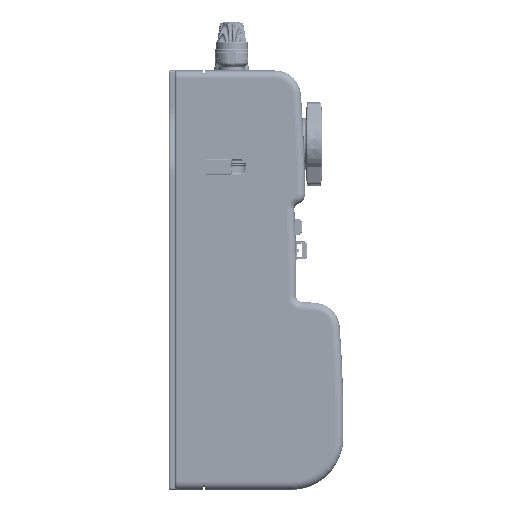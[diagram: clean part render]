
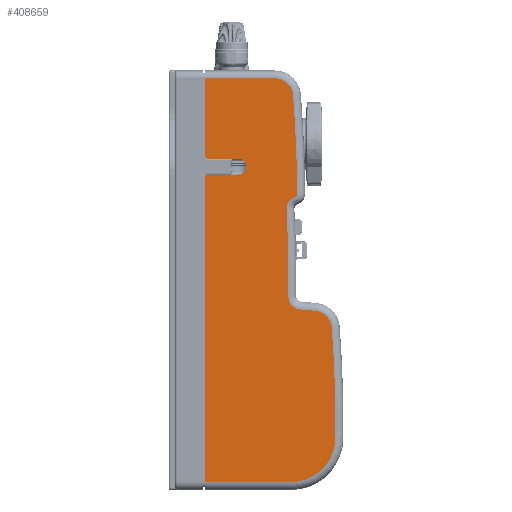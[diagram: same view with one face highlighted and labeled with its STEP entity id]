
A CAD part, front view. The second image highlights one B-rep face of the part: STEP entity #408659.
In plain terms, the highlighted planar face has unit normal (0, -1, 0).
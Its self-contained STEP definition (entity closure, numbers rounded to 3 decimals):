
#405120=CARTESIAN_POINT('Vertex',(125.518,-154.,-27.876)) ;
#405123=CARTESIAN_POINT('Line Origine',(100.771,-154.,-25.711)) ;
#405127=CARTESIAN_POINT('Vertex',(139.655,-154.,-29.113)) ;
#405159=CARTESIAN_POINT('Vertex',(114.108,-154.,-15.27)) ;
#405162=CARTESIAN_POINT('Axis2P3D Location',(126.607,-154.,-15.424)) ;
#405184=CARTESIAN_POINT('Vertex',(112.367,-154.,67.503)) ;
#405187=CARTESIAN_POINT('Axis2P3D Location',(-1128.298,-154.,0.)) ;
#405209=CARTESIAN_POINT('Vertex',(120.245,-154.,79.431)) ;
#405212=CARTESIAN_POINT('Axis2P3D Location',(124.349,-154.,68.154)) ;
#405234=CARTESIAN_POINT('Vertex',(120.85,-154.,79.651)) ;
#405237=CARTESIAN_POINT('Line Origine',(100.771,-154.,72.343)) ;
#405259=CARTESIAN_POINT('Vertex',(122.495,-154.,82.009)) ;
#405262=CARTESIAN_POINT('Axis2P3D Location',(119.995,-154.,82.)) ;
#405284=CARTESIAN_POINT('Vertex',(118.573,-154.,176.391)) ;
#405287=CARTESIAN_POINT('Axis2P3D Location',(-1119.997,-154.,77.644)) ;
#405309=CARTESIAN_POINT('Vertex',(101.128,-154.,192.5)) ;
#405312=CARTESIAN_POINT('Axis2P3D Location',(101.128,-154.,175.)) ;
#405336=CARTESIAN_POINT('Vertex',(37.,-154.,100.8)) ;
#405339=CARTESIAN_POINT('Line Origine',(51.75,-154.,100.8)) ;
#405343=CARTESIAN_POINT('Vertex',(66.5,-154.,100.8)) ;
#405371=CARTESIAN_POINT('Axis2P3D Location',(66.5,-154.,108.3)) ;
#405375=CARTESIAN_POINT('Vertex',(66.5,-154.,115.8)) ;
#405409=CARTESIAN_POINT('Vertex',(37.,-154.,115.8)) ;
#405417=CARTESIAN_POINT('Line Origine',(51.75,-154.,115.8)) ;
#405789=CARTESIAN_POINT('Axis2P3D Location',(138.13,-154.,-46.547)) ;
#405793=CARTESIAN_POINT('Vertex',(155.581,-154.,-45.241)) ;
#405827=CARTESIAN_POINT('Vertex',(158.98,-154.,-150.428)) ;
#405830=CARTESIAN_POINT('Axis2P3D Location',(116.482,-154.,-150.)) ;
#405834=CARTESIAN_POINT('Vertex',(116.482,-154.,-192.5)) ;
#406271=CARTESIAN_POINT('Line Origine',(100.771,-154.,192.5)) ;
#406275=CARTESIAN_POINT('Vertex',(35.,-154.,192.5)) ;
#406309=CARTESIAN_POINT('Vertex',(35.,-154.,117.8)) ;
#406317=CARTESIAN_POINT('Line Origine',(36.,-154.,116.8)) ;
#408501=CARTESIAN_POINT('Vertex',(35.,-154.,98.8)) ;
#408504=CARTESIAN_POINT('Line Origine',(36.,-154.,99.8)) ;
#408529=CARTESIAN_POINT('Line Origine',(100.771,-154.,-192.5)) ;
#408533=CARTESIAN_POINT('Vertex',(35.,-154.,-192.5)) ;
#408617=CARTESIAN_POINT('Axis2P3D Location',(60.,-154.,-200.)) ;
#408622=CARTESIAN_POINT('Line Origine',(35.,-154.,155.15)) ;
#408627=CARTESIAN_POINT('Line Origine',(35.,-154.,-46.85)) ;
#408632=CARTESIAN_POINT('Axis2P3D Location',(-1083.457,-154.,-137.92)) ;
#405125=VECTOR('Line Direction',#405124,1.) ;
#405239=VECTOR('Line Direction',#405238,1.) ;
#405341=VECTOR('Line Direction',#405340,1.) ;
#405419=VECTOR('Line Direction',#405418,1.) ;
#406273=VECTOR('Line Direction',#406272,1.) ;
#406319=VECTOR('Line Direction',#406318,1.) ;
#408506=VECTOR('Line Direction',#408505,1.) ;
#408531=VECTOR('Line Direction',#408530,1.) ;
#408624=VECTOR('Line Direction',#408623,1.) ;
#408629=VECTOR('Line Direction',#408628,1.) ;
#405124=DIRECTION('Vector Direction',(0.996,0.,-0.087)) ;
#405163=DIRECTION('Axis2P3D Direction',(0.,1.,0.)) ;
#405188=DIRECTION('Axis2P3D Direction',(0.,1.,0.)) ;
#405213=DIRECTION('Axis2P3D Direction',(0.,1.,0.)) ;
#405238=DIRECTION('Vector Direction',(0.94,0.,0.342)) ;
#405263=DIRECTION('Axis2P3D Direction',(0.,1.,0.)) ;
#405288=DIRECTION('Axis2P3D Direction',(0.,1.,0.)) ;
#405313=DIRECTION('Axis2P3D Direction',(0.,1.,0.)) ;
#405340=DIRECTION('Vector Direction',(-1.,0.,0.)) ;
#405372=DIRECTION('Axis2P3D Direction',(0.,1.,0.)) ;
#405418=DIRECTION('Vector Direction',(-1.,0.,0.)) ;
#405790=DIRECTION('Axis2P3D Direction',(0.,1.,0.)) ;
#405831=DIRECTION('Axis2P3D Direction',(0.,1.,0.)) ;
#406272=DIRECTION('Vector Direction',(1.,0.,0.)) ;
#406318=DIRECTION('Vector Direction',(-0.707,0.,0.707)) ;
#408505=DIRECTION('Vector Direction',(0.707,0.,0.707)) ;
#408530=DIRECTION('Vector Direction',(1.,0.,0.)) ;
#408618=DIRECTION('Axis2P3D Direction',(0.,1.,0.)) ;
#408619=DIRECTION('Axis2P3D XDirection',(0.,0.,1.)) ;
#408623=DIRECTION('Vector Direction',(0.,0.,-1.)) ;
#408628=DIRECTION('Vector Direction',(0.,0.,-1.)) ;
#408633=DIRECTION('Axis2P3D Direction',(0.,1.,0.)) ;
#405164=AXIS2_PLACEMENT_3D('Circle Axis2P3D',#405162,#405163,$) ;
#405189=AXIS2_PLACEMENT_3D('Circle Axis2P3D',#405187,#405188,$) ;
#405214=AXIS2_PLACEMENT_3D('Circle Axis2P3D',#405212,#405213,$) ;
#405264=AXIS2_PLACEMENT_3D('Circle Axis2P3D',#405262,#405263,$) ;
#405289=AXIS2_PLACEMENT_3D('Circle Axis2P3D',#405287,#405288,$) ;
#405314=AXIS2_PLACEMENT_3D('Circle Axis2P3D',#405312,#405313,$) ;
#405373=AXIS2_PLACEMENT_3D('Circle Axis2P3D',#405371,#405372,$) ;
#405791=AXIS2_PLACEMENT_3D('Circle Axis2P3D',#405789,#405790,$) ;
#405832=AXIS2_PLACEMENT_3D('Circle Axis2P3D',#405830,#405831,$) ;
#408620=AXIS2_PLACEMENT_3D('Plane Axis2P3D',#408617,#408618,#408619) ;
#408634=AXIS2_PLACEMENT_3D('Circle Axis2P3D',#408632,#408633,$) ;
#405126=LINE('Line',#405123,#405125) ;
#405240=LINE('Line',#405237,#405239) ;
#405342=LINE('Line',#405339,#405341) ;
#405420=LINE('Line',#405417,#405419) ;
#406274=LINE('Line',#406271,#406273) ;
#406320=LINE('Line',#406317,#406319) ;
#408507=LINE('Line',#408504,#408506) ;
#408532=LINE('Line',#408529,#408531) ;
#408625=LINE('Line',#408622,#408624) ;
#408630=LINE('Line',#408627,#408629) ;
#405165=CIRCLE('generated circle',#405164,12.5) ;
#405190=CIRCLE('generated circle',#405189,1242.5) ;
#405215=CIRCLE('generated circle',#405214,12.) ;
#405265=CIRCLE('generated circle',#405264,2.5) ;
#405290=CIRCLE('generated circle',#405289,1242.5) ;
#405315=CIRCLE('generated circle',#405314,17.5) ;
#405374=CIRCLE('generated circle',#405373,7.5) ;
#405792=CIRCLE('generated circle',#405791,17.5) ;
#405833=CIRCLE('generated circle',#405832,42.5) ;
#408635=CIRCLE('generated circle',#408634,1242.5) ;
#408621=PLANE('',#408620) ;
#405129=EDGE_CURVE('',#405121,#405128,#405126,.T.) ;
#405166=EDGE_CURVE('',#405160,#405121,#405165,.F.) ;
#405191=EDGE_CURVE('',#405185,#405160,#405190,.T.) ;
#405216=EDGE_CURVE('',#405210,#405185,#405215,.F.) ;
#405241=EDGE_CURVE('',#405235,#405210,#405240,.F.) ;
#405266=EDGE_CURVE('',#405260,#405235,#405265,.T.) ;
#405291=EDGE_CURVE('',#405285,#405260,#405290,.T.) ;
#405316=EDGE_CURVE('',#405310,#405285,#405315,.T.) ;
#405345=EDGE_CURVE('',#405344,#405337,#405342,.T.) ;
#405377=EDGE_CURVE('',#405376,#405344,#405374,.T.) ;
#405421=EDGE_CURVE('',#405376,#405410,#405420,.T.) ;
#405795=EDGE_CURVE('',#405128,#405794,#405792,.T.) ;
#405836=EDGE_CURVE('',#405828,#405835,#405833,.T.) ;
#406277=EDGE_CURVE('',#406276,#405310,#406274,.T.) ;
#406321=EDGE_CURVE('',#405410,#406310,#406320,.T.) ;
#408508=EDGE_CURVE('',#408502,#405337,#408507,.T.) ;
#408535=EDGE_CURVE('',#405835,#408534,#408532,.F.) ;
#408626=EDGE_CURVE('',#406276,#406310,#408625,.T.) ;
#408631=EDGE_CURVE('',#408502,#408534,#408630,.T.) ;
#408636=EDGE_CURVE('',#405794,#405828,#408635,.T.) ;
#408638=ORIENTED_EDGE('',*,*,#408626,.T.) ;
#408639=ORIENTED_EDGE('',*,*,#406321,.F.) ;
#408640=ORIENTED_EDGE('',*,*,#405421,.F.) ;
#408641=ORIENTED_EDGE('',*,*,#405377,.T.) ;
#408642=ORIENTED_EDGE('',*,*,#405345,.T.) ;
#408643=ORIENTED_EDGE('',*,*,#408508,.F.) ;
#408644=ORIENTED_EDGE('',*,*,#408631,.T.) ;
#408645=ORIENTED_EDGE('',*,*,#408535,.F.) ;
#408646=ORIENTED_EDGE('',*,*,#405836,.F.) ;
#408647=ORIENTED_EDGE('',*,*,#408636,.F.) ;
#408648=ORIENTED_EDGE('',*,*,#405795,.F.) ;
#408649=ORIENTED_EDGE('',*,*,#405129,.F.) ;
#408650=ORIENTED_EDGE('',*,*,#405166,.F.) ;
#408651=ORIENTED_EDGE('',*,*,#405191,.F.) ;
#408652=ORIENTED_EDGE('',*,*,#405216,.F.) ;
#408653=ORIENTED_EDGE('',*,*,#405241,.F.) ;
#408654=ORIENTED_EDGE('',*,*,#405266,.F.) ;
#408655=ORIENTED_EDGE('',*,*,#405291,.F.) ;
#408656=ORIENTED_EDGE('',*,*,#405316,.F.) ;
#408657=ORIENTED_EDGE('',*,*,#406277,.F.) ;
#408637=EDGE_LOOP('',(#408638,#408639,#408640,#408641,#408642,#408643,#408644,#408645,#408646,#408647,#408648,#408649,#408650,#408651,#408652,#408653,#408654,#408655,#408656,#408657)) ;
#405121=VERTEX_POINT('',#405120) ;
#405128=VERTEX_POINT('',#405127) ;
#405160=VERTEX_POINT('',#405159) ;
#405185=VERTEX_POINT('',#405184) ;
#405210=VERTEX_POINT('',#405209) ;
#405235=VERTEX_POINT('',#405234) ;
#405260=VERTEX_POINT('',#405259) ;
#405285=VERTEX_POINT('',#405284) ;
#405310=VERTEX_POINT('',#405309) ;
#405337=VERTEX_POINT('',#405336) ;
#405344=VERTEX_POINT('',#405343) ;
#405376=VERTEX_POINT('',#405375) ;
#405410=VERTEX_POINT('',#405409) ;
#405794=VERTEX_POINT('',#405793) ;
#405828=VERTEX_POINT('',#405827) ;
#405835=VERTEX_POINT('',#405834) ;
#406276=VERTEX_POINT('',#406275) ;
#406310=VERTEX_POINT('',#406309) ;
#408502=VERTEX_POINT('',#408501) ;
#408534=VERTEX_POINT('',#408533) ;
#408659=ADVANCED_FACE('29754.1\\GUSCIO_DOPPIO.1\\PartBody',(#408658),#408621,.F.) ;
#408658=FACE_OUTER_BOUND('',#408637,.T.) ;
